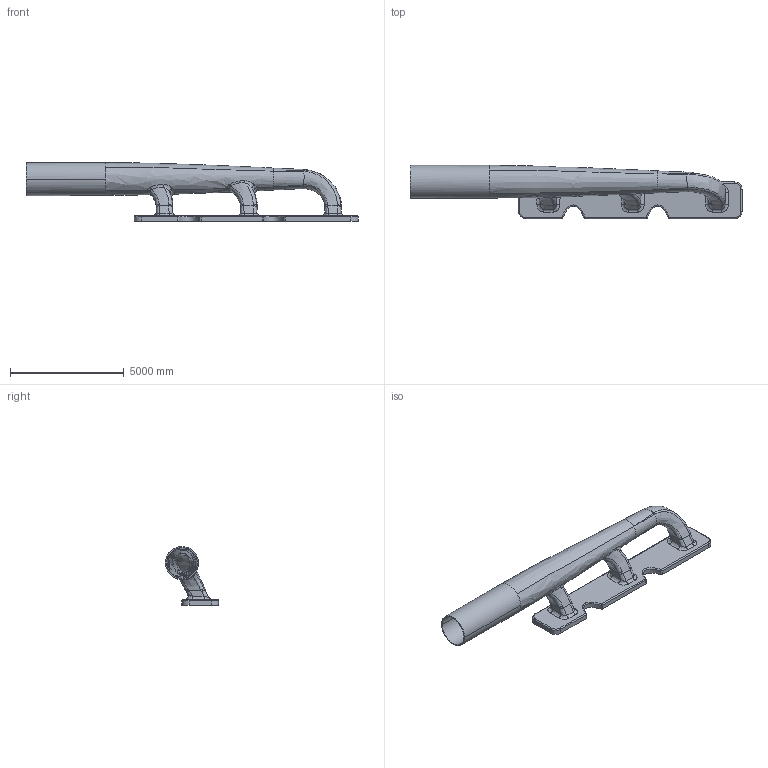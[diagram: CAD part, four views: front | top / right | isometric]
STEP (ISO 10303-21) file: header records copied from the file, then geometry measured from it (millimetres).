
FILE_DESCRIPTION((''),'2;1');
FILE_NAME('EXHAUST_MANIFOLD_MIRROR','2026-01-05T14:44:23',('H576696'),('Honeywell International Inc.'),'CREO PARAMETRIC BY PTC INC, 2023134','CREO PARAMETRIC BY PTC INC, 2023134','');
FILE_SCHEMA(('AUTOMOTIVE_DESIGN { 1 0 10303 214 1 1 1 1 }'));
Length unit declared in the file: inch
Products named in the file (1): EXHAUST_MANIFOLD_MIRROR
Bounding box: 14613 x 2338.7 x 2592.7 mm (x, y, z)
Volume: 6533516776.6 mm3; surface area: 152012119.1 mm2
Topology: 1 solids, 1 shells, 279 faces, 677 edges, 397 vertices
Faces by surface type: bspline 218, extrusion 26, cylinder 18, plane 9, sphere 4, torus 4
Entity records: 21489 total; most frequent: CARTESIAN_POINT 16403, ORIENTED_EDGE 1354, EDGE_CURVE 677, DIRECTION 512, B_SPLINE_CURVE_WITH_KNOTS 465, VERTEX_POINT 397, EDGE_LOOP 286, FACE_OUTER_BOUND 279
